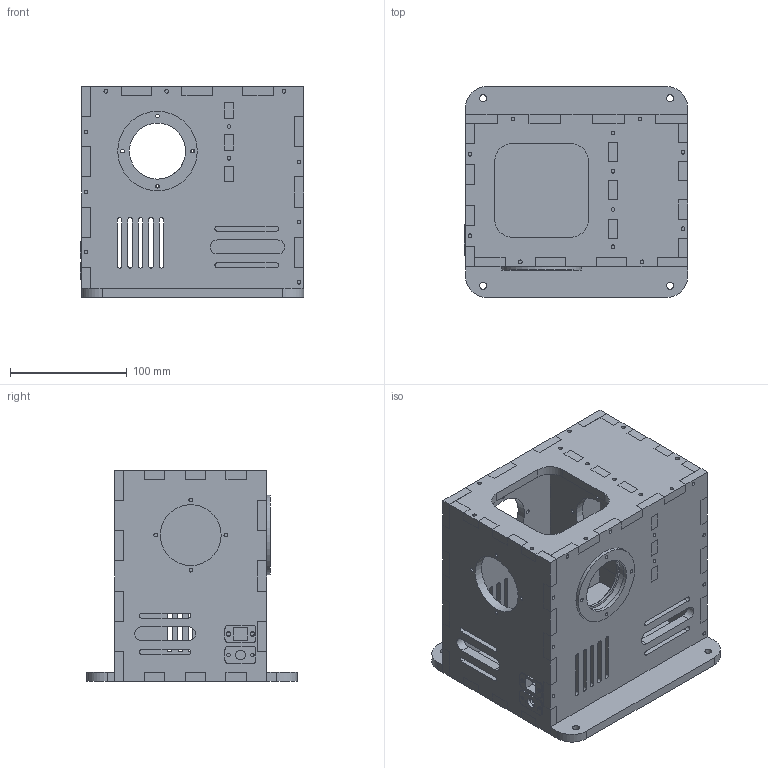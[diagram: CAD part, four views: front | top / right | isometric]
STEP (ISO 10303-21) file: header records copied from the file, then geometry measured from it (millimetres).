
FILE_DESCRIPTION(/* description */ ('STEP AP214'),/* implementation_level */ '2;1');
FILE_NAME(/* name */ '61012405e80ceb4bc9291f9e',/* time_stamp */ '2021-07-28T09:31:51+00:00',/* author */ (''),/* organization */ (''),/* preprocessor_version */ 'ST-DEVELOPER v18.1',/* originating_system */ ' ',/* authorisation */ ' ');
FILE_SCHEMA (('AUTOMOTIVE_DESIGN {1 0 10303 214 3 1 1}'));
Length unit declared in the file: metre
Products named in the file (11): dc holder; usb holder; bearing_retainer_half; bearing_retainer; TopPlate; RearPlate; RightPlate; LeftPlate; MidPlate; FrontPlate; BottomPlate
Bounding box: 191 x 180.32 x 180 mm (x, y, z)
Volume: 1164984.1 mm3; surface area: 385376.1 mm2
Topology: 11 solids, 11 shells, 664 faces, 1980 edges, 1339 vertices
Faces by surface type: plane 496, cylinder 165, cone 3
Full cylindrical faces by diameter (mm): 2.5 x2, 3 x4, 3.2 x71, 6 x4, 8.4 x1, 48 x1, 52 x4, 68 x1
Entity records: 22042 total; most frequent: CARTESIAN_POINT 3792, ORIENTED_EDGE 3662, DIRECTION 3512, EDGE_CURVE 1831, LINE 1496, VECTOR 1496, VERTEX_POINT 1280, AXIS2_PLACEMENT_3D 1008
